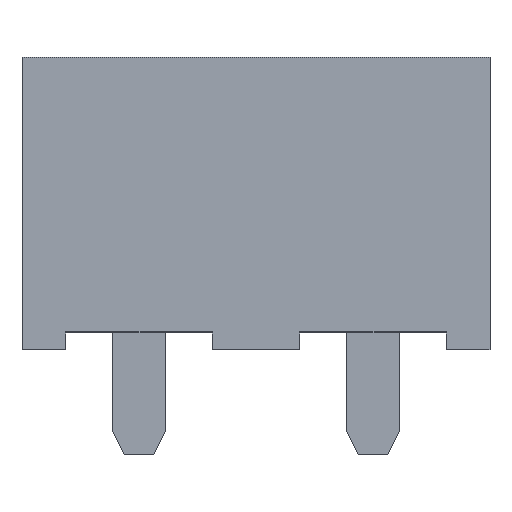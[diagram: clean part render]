
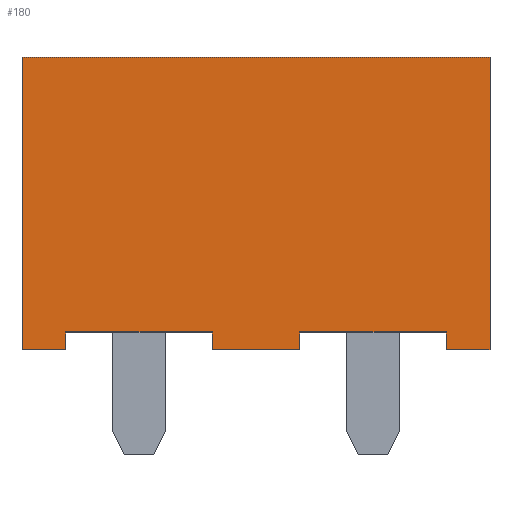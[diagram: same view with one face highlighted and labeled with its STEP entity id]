
A CAD part, top view. The second image highlights one B-rep face of the part: STEP entity #180.
In plain terms, the highlighted planar face has unit normal (0, 0, 1).
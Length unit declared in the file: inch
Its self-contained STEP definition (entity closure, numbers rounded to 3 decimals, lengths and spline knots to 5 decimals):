
#180 = ADVANCED_FACE( '', ( #413 ), #414, .F. );
#413 = FACE_OUTER_BOUND( '', #707, .T. );
#414 = PLANE( '', #708 );
#707 = EDGE_LOOP( '', ( #1050, #1051, #1052, #1053, #1054, #1055, #1056, #1057, #1058, #1059, #1060, #1061 ) );
#708 = AXIS2_PLACEMENT_3D( '', #1062, #1063, #1064 );
#1050 = ORIENTED_EDGE( '', *, *, #1913, .F. );
#1051 = ORIENTED_EDGE( '', *, *, #1914, .T. );
#1052 = ORIENTED_EDGE( '', *, *, #1915, .F. );
#1053 = ORIENTED_EDGE( '', *, *, #1860, .F. );
#1054 = ORIENTED_EDGE( '', *, *, #1916, .T. );
#1055 = ORIENTED_EDGE( '', *, *, #1917, .T. );
#1056 = ORIENTED_EDGE( '', *, *, #1918, .F. );
#1057 = ORIENTED_EDGE( '', *, *, #1919, .F. );
#1058 = ORIENTED_EDGE( '', *, *, #1865, .F. );
#1059 = ORIENTED_EDGE( '', *, *, #1920, .T. );
#1060 = ORIENTED_EDGE( '', *, *, #1921, .F. );
#1061 = ORIENTED_EDGE( '', *, *, #1922, .F. );
#1062 = CARTESIAN_POINT( '', ( -0.2, 0.25, 0.0785 ) );
#1063 = DIRECTION( '', ( 0., 0., -1. ) );
#1064 = DIRECTION( '', ( -1., 0., 0. ) );
#1860 = EDGE_CURVE( '', #2224, #2226, #2227, .T. );
#1865 = EDGE_CURVE( '', #2232, #2235, #2236, .T. );
#1913 = EDGE_CURVE( '', #2319, #2320, #2321, .T. );
#1914 = EDGE_CURVE( '', #2319, #2322, #2323, .T. );
#1915 = EDGE_CURVE( '', #2226, #2322, #2324, .T. );
#1916 = EDGE_CURVE( '', #2224, #2325, #2326, .T. );
#1917 = EDGE_CURVE( '', #2325, #2327, #2328, .T. );
#1918 = EDGE_CURVE( '', #2329, #2327, #2330, .T. );
#1919 = EDGE_CURVE( '', #2235, #2329, #2331, .T. );
#1920 = EDGE_CURVE( '', #2232, #2332, #2333, .T. );
#1921 = EDGE_CURVE( '', #2334, #2332, #2335, .T. );
#1922 = EDGE_CURVE( '', #2320, #2334, #2336, .T. );
#2224 = VERTEX_POINT( '', #2764 );
#2226 = VERTEX_POINT( '', #2767 );
#2227 = LINE( '', #2768, #2769 );
#2232 = VERTEX_POINT( '', #2776 );
#2235 = VERTEX_POINT( '', #2780 );
#2236 = LINE( '', #2781, #2782 );
#2319 = VERTEX_POINT( '', #2900 );
#2320 = VERTEX_POINT( '', #2901 );
#2321 = LINE( '', #2902, #2903 );
#2322 = VERTEX_POINT( '', #2904 );
#2323 = LINE( '', #2905, #2906 );
#2324 = LINE( '', #2907, #2908 );
#2325 = VERTEX_POINT( '', #2909 );
#2326 = LINE( '', #2910, #2911 );
#2327 = VERTEX_POINT( '', #2912 );
#2328 = LINE( '', #2913, #2914 );
#2329 = VERTEX_POINT( '', #2915 );
#2330 = LINE( '', #2916, #2917 );
#2331 = LINE( '', #2918, #2919 );
#2332 = VERTEX_POINT( '', #2920 );
#2333 = LINE( '', #2921, #2922 );
#2334 = VERTEX_POINT( '', #2923 );
#2335 = LINE( '', #2924, #2925 );
#2336 = LINE( '', #2926, #2927 );
#2764 = CARTESIAN_POINT( '', ( -0.2, 0.25, 0.0785 ) );
#2767 = CARTESIAN_POINT( '', ( 0.2, 0.25, 0.0785 ) );
#2768 = CARTESIAN_POINT( '', ( -0.2, 0.25, 0.0785 ) );
#2769 = VECTOR( '', #3531, 39.37008 );
#2776 = CARTESIAN_POINT( '', ( -0.0375, 0., 0.0785 ) );
#2780 = CARTESIAN_POINT( '', ( -0.0375, 0.015, 0.0785 ) );
#2781 = CARTESIAN_POINT( '', ( -0.0375, 0., 0.0785 ) );
#2782 = VECTOR( '', #3535, 39.37008 );
#2900 = CARTESIAN_POINT( '', ( 0.1625, 0., 0.0785 ) );
#2901 = CARTESIAN_POINT( '', ( 0.1625, 0.015, 0.0785 ) );
#2902 = CARTESIAN_POINT( '', ( 0.1625, 0., 0.0785 ) );
#2903 = VECTOR( '', #3577, 39.37008 );
#2904 = CARTESIAN_POINT( '', ( 0.2, 0., 0.0785 ) );
#2905 = CARTESIAN_POINT( '', ( -0.2, 0., 0.0785 ) );
#2906 = VECTOR( '', #3578, 39.37008 );
#2907 = CARTESIAN_POINT( '', ( 0.2, 0.25, 0.0785 ) );
#2908 = VECTOR( '', #3579, 39.37008 );
#2909 = CARTESIAN_POINT( '', ( -0.2, 0., 0.0785 ) );
#2910 = CARTESIAN_POINT( '', ( -0.2, 0.25, 0.0785 ) );
#2911 = VECTOR( '', #3580, 39.37008 );
#2912 = CARTESIAN_POINT( '', ( -0.1625, 0., 0.0785 ) );
#2913 = CARTESIAN_POINT( '', ( -0.2, 0., 0.0785 ) );
#2914 = VECTOR( '', #3581, 39.37008 );
#2915 = CARTESIAN_POINT( '', ( -0.1625, 0.015, 0.0785 ) );
#2916 = CARTESIAN_POINT( '', ( -0.1625, 0.015, 0.0785 ) );
#2917 = VECTOR( '', #3582, 39.37008 );
#2918 = CARTESIAN_POINT( '', ( -0.0375, 0.015, 0.0785 ) );
#2919 = VECTOR( '', #3583, 39.37008 );
#2920 = CARTESIAN_POINT( '', ( 0.0375, 0., 0.0785 ) );
#2921 = CARTESIAN_POINT( '', ( -0.2, 0., 0.0785 ) );
#2922 = VECTOR( '', #3584, 39.37008 );
#2923 = CARTESIAN_POINT( '', ( 0.0375, 0.015, 0.0785 ) );
#2924 = CARTESIAN_POINT( '', ( 0.0375, 0.015, 0.0785 ) );
#2925 = VECTOR( '', #3585, 39.37008 );
#2926 = CARTESIAN_POINT( '', ( 0.1625, 0.015, 0.0785 ) );
#2927 = VECTOR( '', #3586, 39.37008 );
#3531 = DIRECTION( '', ( 1., 0., 0. ) );
#3535 = DIRECTION( '', ( 0., 1., 0. ) );
#3577 = DIRECTION( '', ( 0., 1., 0. ) );
#3578 = DIRECTION( '', ( 1., 0., 0. ) );
#3579 = DIRECTION( '', ( 0., -1., 0. ) );
#3580 = DIRECTION( '', ( 0., -1., 0. ) );
#3581 = DIRECTION( '', ( 1., 0., 0. ) );
#3582 = DIRECTION( '', ( 0., -1., 0. ) );
#3583 = DIRECTION( '', ( -1., 0., 0. ) );
#3584 = DIRECTION( '', ( 1., 0., 0. ) );
#3585 = DIRECTION( '', ( 0., -1., 0. ) );
#3586 = DIRECTION( '', ( -1., 0., 0. ) );
